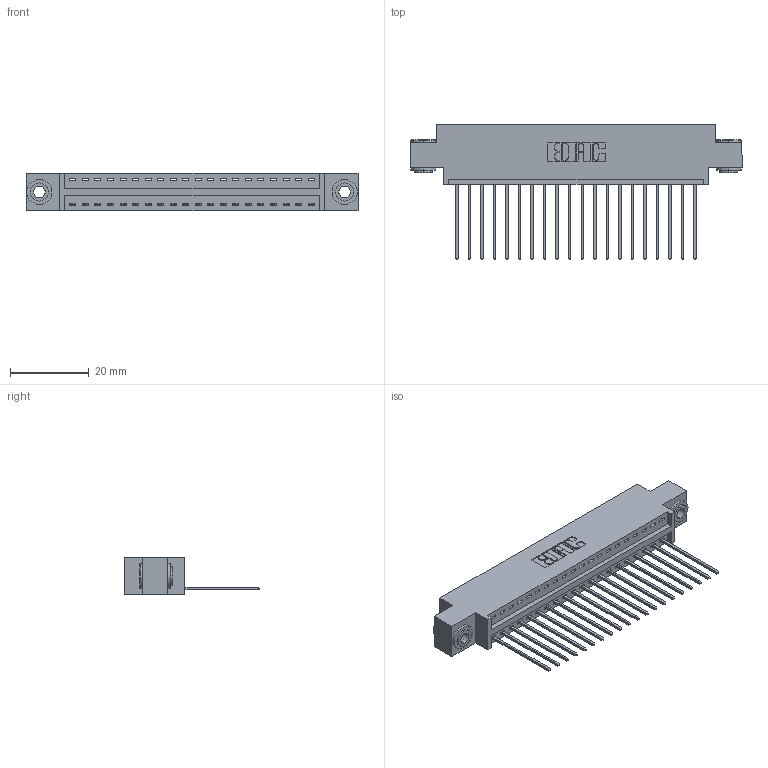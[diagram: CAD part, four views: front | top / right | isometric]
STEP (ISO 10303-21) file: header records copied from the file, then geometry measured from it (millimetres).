
FILE_DESCRIPTION (( 'STEP AP203' ), '1' );
FILE_NAME ('346-020-541-603.STEP', '2022-05-05T17:00:18', ( '' ), ( '' ), 'SwSTEP 2.0', 'SolidWorks 2020', '' );
FILE_SCHEMA (( 'CONFIG_CONTROL_DESIGN' ));
Length unit declared in the file: inch
Products named in the file (4): 345-250-002_345-250-002-102; 346 Part_0.170 Offset - 0.156 Dia-TH; 346-020-541-603; 345-292-001_345-293-141
Assembly tree (23 placements, depth 2):
  346-020-541-603
    346 Part_0.170 Offset - 0.156 Dia-TH
    345-292-001_345-293-141  x20
    345-250-002_345-250-002-102  x2
Bounding box: 84.07 x 34.29 x 9.4 mm (x, y, z)
Volume: 7808.9 mm3; surface area: 10328.7 mm2
Topology: 23 solids, 23 shells, 1338 faces, 3973 edges, 2618 vertices
Faces by surface type: plane 904, cylinder 426, cone 8
Entity records: 16590 total; most frequent: CARTESIAN_POINT 2833, ORIENTED_EDGE 2778, DIRECTION 2555, EDGE_CURVE 1389, LINE 1153, VECTOR 1153, VERTEX_POINT 922, AXIS2_PLACEMENT_3D 701
